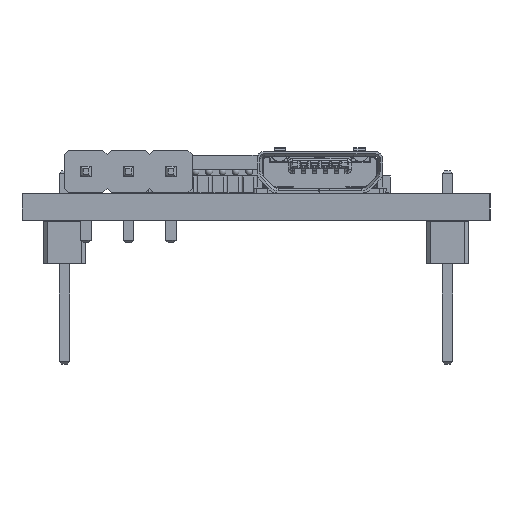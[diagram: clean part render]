
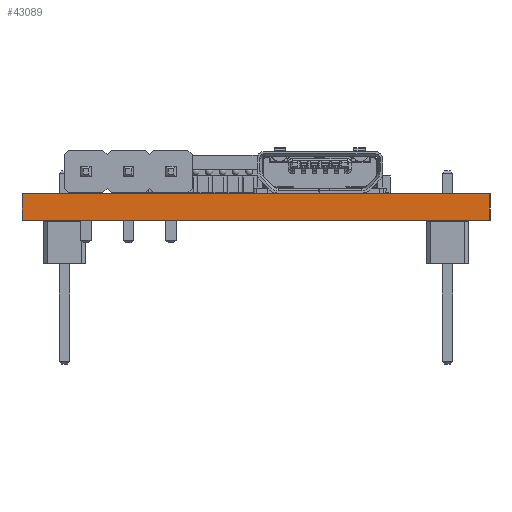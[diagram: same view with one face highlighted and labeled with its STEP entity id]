
A CAD part, left-side view. The second image highlights one B-rep face of the part: STEP entity #43089.
In plain terms, the highlighted planar face has unit normal (-1, 0, 0).
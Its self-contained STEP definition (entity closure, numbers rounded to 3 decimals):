
#5251=FACE_OUTER_BOUND('',#7685,.T.);
#7685=EDGE_LOOP('',(#38348,#38349,#38350,#38351));
#12660=LINE('',#71050,#17534);
#12664=LINE('',#71059,#17538);
#12665=LINE('',#71060,#17539);
#12666=LINE('',#71061,#17540);
#17534=VECTOR('',#57006,1.);
#17538=VECTOR('',#57012,1.);
#17539=VECTOR('',#57013,1.);
#17540=VECTOR('',#57014,1.);
#21266=VERTEX_POINT('',#71048);
#21267=VERTEX_POINT('',#71049);
#21270=VERTEX_POINT('',#71057);
#21271=VERTEX_POINT('',#71058);
#27006=EDGE_CURVE('',#21266,#21267,#12660,.T.);
#27010=EDGE_CURVE('',#21270,#21271,#12664,.T.);
#27011=EDGE_CURVE('',#21271,#21267,#12665,.T.);
#27012=EDGE_CURVE('',#21270,#21266,#12666,.T.);
#38348=ORIENTED_EDGE('',*,*,#27010,.T.);
#38349=ORIENTED_EDGE('',*,*,#27011,.T.);
#38350=ORIENTED_EDGE('',*,*,#27006,.F.);
#38351=ORIENTED_EDGE('',*,*,#27012,.F.);
#40908=PLANE('',#46239);
#43089=ADVANCED_FACE('',(#5251),#40908,.T.);
#46239=AXIS2_PLACEMENT_3D('',#71056,#57010,#57011);
#57006=DIRECTION('',(0.,0.,1.));
#57010=DIRECTION('center_axis',(-1.,0.,0.));
#57011=DIRECTION('ref_axis',(0.,1.,0.));
#57012=DIRECTION('',(0.,0.,1.));
#57013=DIRECTION('',(0.,1.,0.));
#57014=DIRECTION('',(0.,1.,0.));
#71048=CARTESIAN_POINT('',(90.805,-66.04,0.));
#71049=CARTESIAN_POINT('',(90.805,-66.04,1.6));
#71050=CARTESIAN_POINT('',(90.805,-66.04,0.));
#71056=CARTESIAN_POINT('Origin',(90.805,-93.98,0.));
#71057=CARTESIAN_POINT('',(90.805,-93.98,0.));
#71058=CARTESIAN_POINT('',(90.805,-93.98,1.6));
#71059=CARTESIAN_POINT('',(90.805,-93.98,0.));
#71060=CARTESIAN_POINT('',(90.805,-93.98,1.6));
#71061=CARTESIAN_POINT('',(90.805,-93.98,0.));
